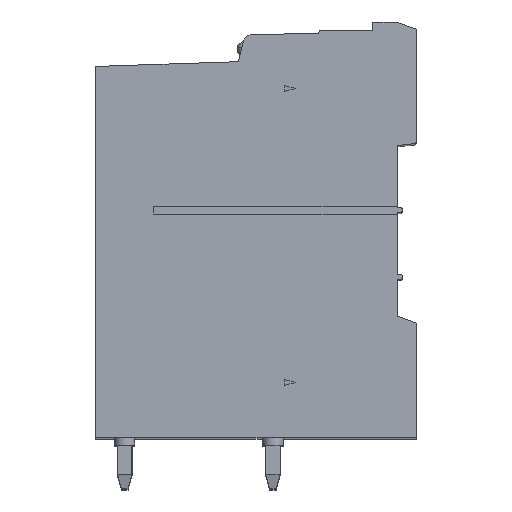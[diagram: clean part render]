
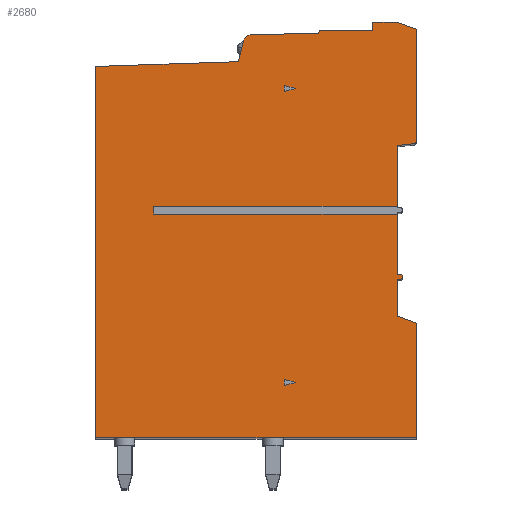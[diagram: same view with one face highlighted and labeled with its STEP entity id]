
A CAD part, top view. The second image highlights one B-rep face of the part: STEP entity #2680.
In plain terms, the highlighted planar face has unit normal (0, 0, 1).
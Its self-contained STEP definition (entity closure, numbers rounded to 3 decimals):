
#10=CARTESIAN_POINT('',(0.,0.,3.32));
#20=DIRECTION('',(0.,0.,1.));
#30=DIRECTION('',(1.,0.,0.));
#40=AXIS2_PLACEMENT_3D('',#10,#20,#30);
#50=PLANE('',#40);
#60=CARTESIAN_POINT('',(0.,126.245,3.32));
#70=DIRECTION('',(-0.966,-0.259,0.));
#80=VECTOR('',#70,1.);
#90=LINE('',#60,#80);
#100=CARTESIAN_POINT('',(-104.23,98.316,3.32));
#110=VERTEX_POINT('',#100);
#120=CARTESIAN_POINT('',(-104.98,98.116,3.32));
#130=VERTEX_POINT('',#120);
#140=EDGE_CURVE('',#110,#130,#90,.T.);
#150=ORIENTED_EDGE('',*,*,#140,.T.);
#160=CARTESIAN_POINT('',(0.,70.388,3.32));
#170=DIRECTION('',(0.966,-0.259,0.));
#180=VECTOR('',#170,1.);
#190=LINE('',#160,#180);
#200=CARTESIAN_POINT('',(-104.98,98.517,3.32));
#210=VERTEX_POINT('',#200);
#220=EDGE_CURVE('',#210,#110,#190,.T.);
#230=ORIENTED_EDGE('',*,*,#220,.T.);
#240=CARTESIAN_POINT('',(-104.98,0.,3.32));
#250=DIRECTION('',(0.,1.,0.));
#260=VECTOR('',#250,1.);
#270=LINE('',#240,#260);
#280=EDGE_CURVE('',#130,#210,#270,.T.);
#290=ORIENTED_EDGE('',*,*,#280,.T.);
#300=EDGE_LOOP('',(#290,#230,#150));
#310=FACE_BOUND('',#300,.T.);
#320=CARTESIAN_POINT('',(0.,50.238,3.32));
#330=DIRECTION('',(0.966,-0.259,0.));
#340=VECTOR('',#330,1.);
#350=LINE('',#320,#340);
#360=CARTESIAN_POINT('',(-104.98,78.367,3.32));
#370=VERTEX_POINT('',#360);
#380=CARTESIAN_POINT('',(-104.23,78.166,3.32));
#390=VERTEX_POINT('',#380);
#400=EDGE_CURVE('',#370,#390,#350,.T.);
#410=ORIENTED_EDGE('',*,*,#400,.T.);
#420=CARTESIAN_POINT('',(-104.98,0.,3.32));
#430=DIRECTION('',(0.,1.,0.));
#440=VECTOR('',#430,1.);
#450=LINE('',#420,#440);
#460=CARTESIAN_POINT('',(-104.98,77.966,3.32));
#470=VERTEX_POINT('',#460);
#480=EDGE_CURVE('',#470,#370,#450,.T.);
#490=ORIENTED_EDGE('',*,*,#480,.T.);
#500=CARTESIAN_POINT('',(0.,106.095,3.32));
#510=DIRECTION('',(-0.966,-0.259,0.));
#520=VECTOR('',#510,1.);
#530=LINE('',#500,#520);
#540=EDGE_CURVE('',#390,#470,#530,.T.);
#550=ORIENTED_EDGE('',*,*,#540,.T.);
#560=EDGE_LOOP('',(#550,#490,#410));
#570=FACE_BOUND('',#560,.T.);
#580=CARTESIAN_POINT('',(0.,74.376,3.32));
#590=DIRECTION('',(-1.,0.,0.));
#600=VECTOR('',#590,1.);
#610=LINE('',#580,#600);
#620=CARTESIAN_POINT('',(-95.93,74.376,3.32));
#630=VERTEX_POINT('',#620);
#640=CARTESIAN_POINT('',(-117.93,74.376,3.32));
#650=VERTEX_POINT('',#640);
#660=EDGE_CURVE('',#630,#650,#610,.T.);
#670=ORIENTED_EDGE('',*,*,#660,.F.);
#680=CARTESIAN_POINT('',(-117.93,0.,3.32));
#690=DIRECTION('',(0.,1.,0.));
#700=VECTOR('',#690,1.);
#710=LINE('',#680,#700);
#720=CARTESIAN_POINT('',(-117.93,99.83,3.32));
#730=VERTEX_POINT('',#720);
#740=EDGE_CURVE('',#650,#730,#710,.T.);
#750=ORIENTED_EDGE('',*,*,#740,.F.);
#760=CARTESIAN_POINT('',(0.,103.75,3.32));
#770=DIRECTION('',(0.999,0.033,0.));
#780=VECTOR('',#770,1.);
#790=LINE('',#760,#780);
#800=CARTESIAN_POINT('',(-108.13,100.156,3.32));
#810=VERTEX_POINT('',#800);
#820=EDGE_CURVE('',#730,#810,#790,.T.);
#830=ORIENTED_EDGE('',*,*,#820,.F.);
#840=CARTESIAN_POINT('',(-132.176,0.,3.32));
#850=DIRECTION('',(0.233,0.972,0.));
#860=VECTOR('',#850,1.);
#870=LINE('',#840,#860);
#880=CARTESIAN_POINT('',(-107.799,101.536,3.32));
#890=VERTEX_POINT('',#880);
#900=EDGE_CURVE('',#810,#890,#870,.T.);
#910=ORIENTED_EDGE('',*,*,#900,.F.);
#920=CARTESIAN_POINT('',(-107.216,101.396,3.32));
#930=DIRECTION('',(0.,0.,1.));
#940=DIRECTION('',(1.,0.,0.));
#950=AXIS2_PLACEMENT_3D('',#920,#930,#940);
#960=CIRCLE('',#950,0.6);
#970=CARTESIAN_POINT('',(-107.231,101.996,3.32));
#980=VERTEX_POINT('',#970);
#990=EDGE_CURVE('',#980,#890,#960,.T.);
#1000=ORIENTED_EDGE('',*,*,#990,.T.);
#1010=CARTESIAN_POINT('',(0.,104.804,3.32));
#1020=DIRECTION('',(1.,0.026,0.));
#1030=VECTOR('',#1020,1.);
#1040=LINE('',#1010,#1030);
#1050=CARTESIAN_POINT('',(-102.63,102.116,3.32));
#1060=VERTEX_POINT('',#1050);
#1070=EDGE_CURVE('',#980,#1060,#1040,.T.);
#1080=ORIENTED_EDGE('',*,*,#1070,.F.);
#1090=CARTESIAN_POINT('',(-102.43,102.116,3.32));
#1100=DIRECTION('',(0.,0.,1.));
#1110=DIRECTION('',(1.,0.,0.));
#1120=AXIS2_PLACEMENT_3D('',#1090,#1100,#1110);
#1130=CIRCLE('',#1120,0.2);
#1140=CARTESIAN_POINT('',(-102.43,102.316,3.32));
#1150=VERTEX_POINT('',#1140);
#1160=EDGE_CURVE('',#1150,#1060,#1130,.T.);
#1170=ORIENTED_EDGE('',*,*,#1160,.T.);
#1180=CARTESIAN_POINT('',(0.,102.316,3.32));
#1190=DIRECTION('',(1.,0.,0.));
#1200=VECTOR('',#1190,1.);
#1210=LINE('',#1180,#1200);
#1220=CARTESIAN_POINT('',(-98.93,102.316,3.32));
#1230=VERTEX_POINT('',#1220);
#1240=EDGE_CURVE('',#1150,#1230,#1210,.T.);
#1250=ORIENTED_EDGE('',*,*,#1240,.F.);
#1260=CARTESIAN_POINT('',(-98.93,0.,3.32));
#1270=DIRECTION('',(0.,1.,0.));
#1280=VECTOR('',#1270,1.);
#1290=LINE('',#1260,#1280);
#1300=CARTESIAN_POINT('',(-98.93,102.876,3.32));
#1310=VERTEX_POINT('',#1300);
#1320=EDGE_CURVE('',#1230,#1310,#1290,.T.);
#1330=ORIENTED_EDGE('',*,*,#1320,.F.);
#1340=CARTESIAN_POINT('',(0.,102.876,3.32));
#1350=DIRECTION('',(1.,0.,0.));
#1360=VECTOR('',#1350,1.);
#1370=LINE('',#1340,#1360);
#1380=CARTESIAN_POINT('',(-97.304,102.876,3.32));
#1390=VERTEX_POINT('',#1380);
#1400=EDGE_CURVE('',#1310,#1390,#1370,.T.);
#1410=ORIENTED_EDGE('',*,*,#1400,.F.);
#1420=CARTESIAN_POINT('',(0.,67.461,3.32));
#1430=DIRECTION('',(0.94,-0.342,0.));
#1440=VECTOR('',#1430,1.);
#1450=LINE('',#1420,#1440);
#1460=CARTESIAN_POINT('',(-95.93,102.376,3.32));
#1470=VERTEX_POINT('',#1460);
#1480=EDGE_CURVE('',#1390,#1470,#1450,.T.);
#1490=ORIENTED_EDGE('',*,*,#1480,.F.);
#1500=CARTESIAN_POINT('',(-95.93,0.,3.32));
#1510=DIRECTION('',(0.,-1.,0.));
#1520=VECTOR('',#1510,1.);
#1530=LINE('',#1500,#1520);
#1540=CARTESIAN_POINT('',(-95.93,94.727,3.32));
#1550=VERTEX_POINT('',#1540);
#1560=EDGE_CURVE('',#1470,#1550,#1530,.T.);
#1570=ORIENTED_EDGE('',*,*,#1560,.F.);
#1580=CARTESIAN_POINT('',(-96.13,94.727,3.32));
#1590=DIRECTION('',(0.,0.,1.));
#1600=DIRECTION('',(1.,0.,0.));
#1610=AXIS2_PLACEMENT_3D('',#1580,#1590,#1600);
#1620=CIRCLE('',#1610,0.2);
#1630=CARTESIAN_POINT('',(-96.11,94.528,3.32));
#1640=VERTEX_POINT('',#1630);
#1650=EDGE_CURVE('',#1640,#1550,#1620,.T.);
#1660=ORIENTED_EDGE('',*,*,#1650,.T.);
#1670=CARTESIAN_POINT('',(0.,104.284,3.32));
#1680=DIRECTION('',(-0.995,-0.101,0.));
#1690=VECTOR('',#1680,1.);
#1700=LINE('',#1670,#1690);
#1710=CARTESIAN_POINT('',(-97.26,94.411,3.32));
#1720=VERTEX_POINT('',#1710);
#1730=EDGE_CURVE('',#1640,#1720,#1700,.T.);
#1740=ORIENTED_EDGE('',*,*,#1730,.F.);
#1750=CARTESIAN_POINT('',(-97.26,0.,3.32));
#1760=DIRECTION('',(0.,-1.,0.));
#1770=VECTOR('',#1760,1.);
#1780=LINE('',#1750,#1770);
#1790=CARTESIAN_POINT('',(-97.26,90.246,3.32));
#1800=VERTEX_POINT('',#1790);
#1810=EDGE_CURVE('',#1720,#1800,#1780,.T.);
#1820=ORIENTED_EDGE('',*,*,#1810,.F.);
#1830=CARTESIAN_POINT('',(0.,90.246,3.32));
#1840=DIRECTION('',(-1.,0.,0.));
#1850=VECTOR('',#1840,1.);
#1860=LINE('',#1830,#1850);
#1870=CARTESIAN_POINT('',(-113.93,90.246,3.32));
#1880=VERTEX_POINT('',#1870);
#1890=EDGE_CURVE('',#1800,#1880,#1860,.T.);
#1900=ORIENTED_EDGE('',*,*,#1890,.F.);
#1910=CARTESIAN_POINT('',(-113.93,0.,3.32));
#1920=DIRECTION('',(0.,-1.,0.));
#1930=VECTOR('',#1920,1.);
#1940=LINE('',#1910,#1930);
#1950=CARTESIAN_POINT('',(-113.93,89.707,3.32));
#1960=VERTEX_POINT('',#1950);
#1970=EDGE_CURVE('',#1880,#1960,#1940,.T.);
#1980=ORIENTED_EDGE('',*,*,#1970,.F.);
#1990=CARTESIAN_POINT('',(0.,89.707,3.32));
#2000=DIRECTION('',(1.,0.,0.));
#2010=VECTOR('',#2000,1.);
#2020=LINE('',#1990,#2010);
#2030=CARTESIAN_POINT('',(-97.26,89.707,3.32));
#2040=VERTEX_POINT('',#2030);
#2050=EDGE_CURVE('',#1960,#2040,#2020,.T.);
#2060=ORIENTED_EDGE('',*,*,#2050,.F.);
#2070=CARTESIAN_POINT('',(-97.26,0.,3.32));
#2080=DIRECTION('',(0.,-1.,0.));
#2090=VECTOR('',#2080,1.);
#2100=LINE('',#2070,#2090);
#2110=CARTESIAN_POINT('',(-97.26,85.581,3.32));
#2120=VERTEX_POINT('',#2110);
#2130=EDGE_CURVE('',#2040,#2120,#2100,.T.);
#2140=ORIENTED_EDGE('',*,*,#2130,.F.);
#2150=CARTESIAN_POINT('',(0.,85.581,3.32));
#2160=DIRECTION('',(1.,0.,0.));
#2170=VECTOR('',#2160,1.);
#2180=LINE('',#2150,#2170);
#2190=CARTESIAN_POINT('',(-97.048,85.581,3.32));
#2200=VERTEX_POINT('',#2190);
#2210=EDGE_CURVE('',#2120,#2200,#2180,.T.);
#2220=ORIENTED_EDGE('',*,*,#2210,.F.);
#2230=CARTESIAN_POINT('',(-97.048,85.414,3.32));
#2240=DIRECTION('',(0.,0.,1.));
#2250=DIRECTION('',(1.,0.,0.));
#2260=AXIS2_PLACEMENT_3D('',#2230,#2240,#2250);
#2270=CIRCLE('',#2260,0.167);
#2280=CARTESIAN_POINT('',(-96.88,85.414,3.32));
#2290=VERTEX_POINT('',#2280);
#2300=EDGE_CURVE('',#2290,#2200,#2270,.T.);
#2310=ORIENTED_EDGE('',*,*,#2300,.T.);
#2320=CARTESIAN_POINT('',(-97.048,85.246,3.32));
#2330=VERTEX_POINT('',#2320);
#2340=EDGE_CURVE('',#2330,#2290,#2270,.T.);
#2350=ORIENTED_EDGE('',*,*,#2340,.T.);
#2360=CARTESIAN_POINT('',(0.,85.246,3.32));
#2370=DIRECTION('',(-1.,0.,0.));
#2380=VECTOR('',#2370,1.);
#2390=LINE('',#2360,#2380);
#2400=CARTESIAN_POINT('',(-97.26,85.246,3.32));
#2410=VERTEX_POINT('',#2400);
#2420=EDGE_CURVE('',#2330,#2410,#2390,.T.);
#2430=ORIENTED_EDGE('',*,*,#2420,.F.);
#2440=CARTESIAN_POINT('',(-97.26,0.,3.32));
#2450=DIRECTION('',(0.,-1.,0.));
#2460=VECTOR('',#2450,1.);
#2470=LINE('',#2440,#2460);
#2480=CARTESIAN_POINT('',(-97.26,82.711,3.32));
#2490=VERTEX_POINT('',#2480);
#2500=EDGE_CURVE('',#2410,#2490,#2470,.T.);
#2510=ORIENTED_EDGE('',*,*,#2500,.F.);
#2520=CARTESIAN_POINT('',(0.,47.311,3.32));
#2530=DIRECTION('',(0.94,-0.342,0.));
#2540=VECTOR('',#2530,1.);
#2550=LINE('',#2520,#2540);
#2560=CARTESIAN_POINT('',(-95.93,82.226,3.32));
#2570=VERTEX_POINT('',#2560);
#2580=EDGE_CURVE('',#2490,#2570,#2550,.T.);
#2590=ORIENTED_EDGE('',*,*,#2580,.F.);
#2600=CARTESIAN_POINT('',(-95.93,0.,3.32));
#2610=DIRECTION('',(0.,-1.,0.));
#2620=VECTOR('',#2610,1.);
#2630=LINE('',#2600,#2620);
#2640=EDGE_CURVE('',#2570,#630,#2630,.T.);
#2650=ORIENTED_EDGE('',*,*,#2640,.F.);
#2660=EDGE_LOOP('',(#2650,#2590,#2510,#2430,#2350,#2310,#2220,#2140,
#2060,#1980,#1900,#1820,#1740,#1660,#1570,#1490,#1410,#1330,#1250,#1170,
#1080,#1000,#910,#830,#750,#670));
#2670=FACE_OUTER_BOUND('',#2660,.T.);
#2680=ADVANCED_FACE('',(#310,#570,#2670),#50,.T.);
